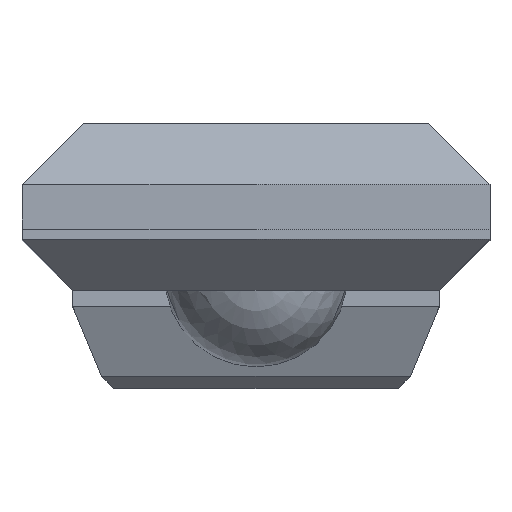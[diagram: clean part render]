
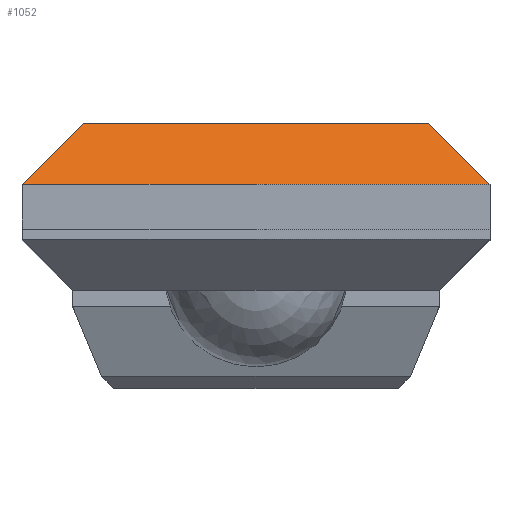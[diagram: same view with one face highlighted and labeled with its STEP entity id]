
A CAD part, top view. The second image highlights one B-rep face of the part: STEP entity #1052.
In plain terms, the highlighted planar face has unit normal (0, 0.707, 0.707).
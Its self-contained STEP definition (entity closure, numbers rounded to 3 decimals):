
#673 = VERTEX_POINT('',#674);
#674 = CARTESIAN_POINT('',(2.3,-0.6,4.6));
#713 = VERTEX_POINT('',#714);
#714 = CARTESIAN_POINT('',(-2.3,-0.6,4.6));
#737 = EDGE_CURVE('',#713,#673,#738,.T.);
#738 = LINE('',#739,#740);
#739 = CARTESIAN_POINT('',(-2.3,-0.6,4.6));
#740 = VECTOR('',#741,1.);
#741 = DIRECTION('',(1.,0.,0.));
#994 = EDGE_CURVE('',#673,#995,#997,.T.);
#995 = VERTEX_POINT('',#996);
#996 = CARTESIAN_POINT('',(1.7,0.,4.));
#997 = LINE('',#998,#999);
#998 = CARTESIAN_POINT('',(1.333,0.367,3.633)
  );
#999 = VECTOR('',#1000,1.);
#1000 = DIRECTION('',(-0.577,0.577,-0.577));
#1034 = EDGE_CURVE('',#713,#1035,#1037,.T.);
#1035 = VERTEX_POINT('',#1036);
#1036 = CARTESIAN_POINT('',(-1.7,0.,4.));
#1037 = LINE('',#1038,#1039);
#1038 = CARTESIAN_POINT('',(-1.333,0.367,
    3.633));
#1039 = VECTOR('',#1040,1.);
#1040 = DIRECTION('',(0.577,0.577,-0.577));
#1052 = ADVANCED_FACE('',(#1053),#1064,.T.);
#1053 = FACE_BOUND('',#1054,.T.);
#1054 = EDGE_LOOP('',(#1055,#1056,#1057,#1058));
#1055 = ORIENTED_EDGE('',*,*,#1034,.F.);
#1056 = ORIENTED_EDGE('',*,*,#737,.T.);
#1057 = ORIENTED_EDGE('',*,*,#994,.T.);
#1058 = ORIENTED_EDGE('',*,*,#1059,.F.);
#1059 = EDGE_CURVE('',#1035,#995,#1060,.T.);
#1060 = LINE('',#1061,#1062);
#1061 = CARTESIAN_POINT('',(-2.3,0.,4.));
#1062 = VECTOR('',#1063,1.);
#1063 = DIRECTION('',(1.,0.,0.));
#1064 = PLANE('',#1065);
#1065 = AXIS2_PLACEMENT_3D('',#1066,#1067,#1068);
#1066 = CARTESIAN_POINT('',(-2.3,-0.3,4.3));
#1067 = DIRECTION('',(0.,0.707,0.707)
  );
#1068 = DIRECTION('',(1.,0.,0.));
